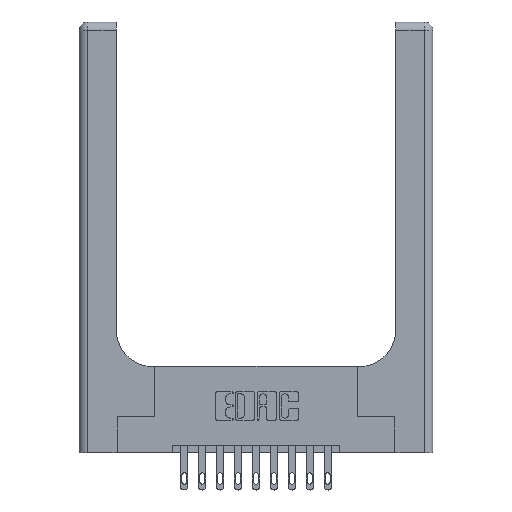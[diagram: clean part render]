
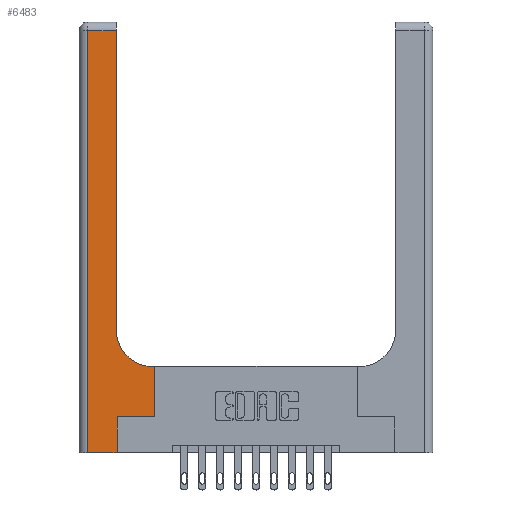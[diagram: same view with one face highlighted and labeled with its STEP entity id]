
A CAD part, top view. The second image highlights one B-rep face of the part: STEP entity #6483.
In plain terms, the highlighted planar face has unit normal (0, 0, 1).
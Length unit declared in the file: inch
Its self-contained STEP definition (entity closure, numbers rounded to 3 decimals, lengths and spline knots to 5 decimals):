
#172 = CARTESIAN_POINT ( 'NONE',  ( 0.528, 0.25, 0.37 ) ) ;
#334 = VERTEX_POINT ( 'NONE', #15777 ) ;
#483 = EDGE_CURVE ( 'NONE', #11607, #3992, #5692, .T. ) ;
#568 = CARTESIAN_POINT ( 'NONE',  ( 0.26, 3., 0.37 ) ) ;
#604 = CARTESIAN_POINT ( 'NONE',  ( 0.528, 0.6, 0.37 ) ) ;
#702 = CARTESIAN_POINT ( 'NONE',  ( 0., 2.94, 0.37 ) ) ;
#1561 = LINE ( 'NONE', #6445, #7097 ) ;
#1744 = EDGE_CURVE ( 'NONE', #3735, #10683, #1561, .T. ) ;
#1907 = VECTOR ( 'NONE', #13961, 39.37008 ) ;
#1911 = LINE ( 'NONE', #7917, #11575 ) ;
#1952 = PLANE ( 'NONE',  #4817 ) ;
#2340 = VECTOR ( 'NONE', #6942, 39.37008 ) ;
#2687 = VECTOR ( 'NONE', #4065, 39.37008 ) ;
#2729 = CARTESIAN_POINT ( 'NONE',  ( 0.265, 0., 0.37 ) ) ;
#3006 = EDGE_CURVE ( 'NONE', #8608, #11607, #4621, .T. ) ;
#3115 = CARTESIAN_POINT ( 'NONE',  ( 0., 3., 0.37 ) ) ;
#3433 = DIRECTION ( 'NONE',  ( 1., 0., 0. ) ) ;
#3526 = CARTESIAN_POINT ( 'NONE',  ( 0.26, 0.85, 0.37 ) ) ;
#3735 = VERTEX_POINT ( 'NONE', #5378 ) ;
#3825 = VERTEX_POINT ( 'NONE', #604 ) ;
#3913 = CARTESIAN_POINT ( 'NONE',  ( 0.528, 0.25, 0.37 ) ) ;
#3992 = VERTEX_POINT ( 'NONE', #6606 ) ;
#4065 = DIRECTION ( 'NONE',  ( -1., 0., 0. ) ) ;
#4073 = EDGE_CURVE ( 'NONE', #7465, #15106, #9482, .T. ) ;
#4621 = CIRCLE ( 'NONE', #7652, 0.25 ) ;
#4817 = AXIS2_PLACEMENT_3D ( 'NONE', #3115, #14176, #14014 ) ;
#5061 = DIRECTION ( 'NONE',  ( 0., 1., 0. ) ) ;
#5378 = CARTESIAN_POINT ( 'NONE',  ( 0.06, 0., 0.37 ) ) ;
#5524 = DIRECTION ( 'NONE',  ( 0., -1., 0. ) ) ;
#5692 = LINE ( 'NONE', #568, #15519 ) ;
#6102 = CARTESIAN_POINT ( 'NONE',  ( 0.51, 0.85, 0.37 ) ) ;
#6256 = LINE ( 'NONE', #172, #10400 ) ;
#6445 = CARTESIAN_POINT ( 'NONE',  ( 0., 0., 0.37 ) ) ;
#6483 = ADVANCED_FACE ( 'NONE', ( #11641 ), #1952, .F. ) ;
#6606 = CARTESIAN_POINT ( 'NONE',  ( 0.26, 2.94, 0.37 ) ) ;
#6693 = EDGE_CURVE ( 'NONE', #15106, #3825, #6256, .T. ) ;
#6881 = ORIENTED_EDGE ( 'NONE', *, *, #7804, .T. ) ;
#6942 = DIRECTION ( 'NONE',  ( -1., 0., 0. ) ) ;
#7097 = VECTOR ( 'NONE', #7812, 39.37008 ) ;
#7465 = VERTEX_POINT ( 'NONE', #9467 ) ;
#7551 = LINE ( 'NONE', #11151, #2687 ) ;
#7652 = AXIS2_PLACEMENT_3D ( 'NONE', #6102, #14776, #9693 ) ;
#7804 = EDGE_CURVE ( 'NONE', #334, #3735, #1911, .T. ) ;
#7812 = DIRECTION ( 'NONE',  ( 1., 0., 0. ) ) ;
#7836 = EDGE_LOOP ( 'NONE', ( #11306, #12542, #6881, #9651, #8655, #14451, #13919, #15300, #10830 ) ) ;
#7917 = CARTESIAN_POINT ( 'NONE',  ( 0.06, 3., 0.37 ) ) ;
#8608 = VERTEX_POINT ( 'NONE', #14995 ) ;
#8636 = VECTOR ( 'NONE', #3433, 39.37008 ) ;
#8655 = ORIENTED_EDGE ( 'NONE', *, *, #13407, .T. ) ;
#9289 = DIRECTION ( 'NONE',  ( 0., 1., 0. ) ) ;
#9436 = LINE ( 'NONE', #702, #2340 ) ;
#9467 = CARTESIAN_POINT ( 'NONE',  ( 0.265, 0.25, 0.37 ) ) ;
#9482 = LINE ( 'NONE', #14412, #8636 ) ;
#9651 = ORIENTED_EDGE ( 'NONE', *, *, #1744, .T. ) ;
#9693 = DIRECTION ( 'NONE',  ( 1., 0., 0. ) ) ;
#10400 = VECTOR ( 'NONE', #5061, 39.37008 ) ;
#10683 = VERTEX_POINT ( 'NONE', #11496 ) ;
#10830 = ORIENTED_EDGE ( 'NONE', *, *, #3006, .T. ) ;
#11151 = CARTESIAN_POINT ( 'NONE',  ( 0.26, 0.6, 0.37 ) ) ;
#11306 = ORIENTED_EDGE ( 'NONE', *, *, #483, .T. ) ;
#11368 = EDGE_CURVE ( 'NONE', #3992, #334, #9436, .T. ) ;
#11496 = CARTESIAN_POINT ( 'NONE',  ( 0.265, 0., 0.37 ) ) ;
#11575 = VECTOR ( 'NONE', #5524, 39.37008 ) ;
#11607 = VERTEX_POINT ( 'NONE', #3526 ) ;
#11641 = FACE_OUTER_BOUND ( 'NONE', #7836, .T. ) ;
#12542 = ORIENTED_EDGE ( 'NONE', *, *, #11368, .T. ) ;
#13407 = EDGE_CURVE ( 'NONE', #10683, #7465, #13818, .T. ) ;
#13818 = LINE ( 'NONE', #2729, #1907 ) ;
#13919 = ORIENTED_EDGE ( 'NONE', *, *, #6693, .T. ) ;
#13961 = DIRECTION ( 'NONE',  ( 0., 1., 0. ) ) ;
#13973 = EDGE_CURVE ( 'NONE', #3825, #8608, #7551, .T. ) ;
#14014 = DIRECTION ( 'NONE',  ( -1., 0., 0. ) ) ;
#14176 = DIRECTION ( 'NONE',  ( 0., 0., -1. ) ) ;
#14412 = CARTESIAN_POINT ( 'NONE',  ( 0.265, 0.25, 0.37 ) ) ;
#14451 = ORIENTED_EDGE ( 'NONE', *, *, #4073, .T. ) ;
#14776 = DIRECTION ( 'NONE',  ( 0., 0., -1. ) ) ;
#14995 = CARTESIAN_POINT ( 'NONE',  ( 0.51, 0.6, 0.37 ) ) ;
#15106 = VERTEX_POINT ( 'NONE', #3913 ) ;
#15300 = ORIENTED_EDGE ( 'NONE', *, *, #13973, .T. ) ;
#15519 = VECTOR ( 'NONE', #9289, 39.37008 ) ;
#15777 = CARTESIAN_POINT ( 'NONE',  ( 0.06, 2.94, 0.37 ) ) ;
